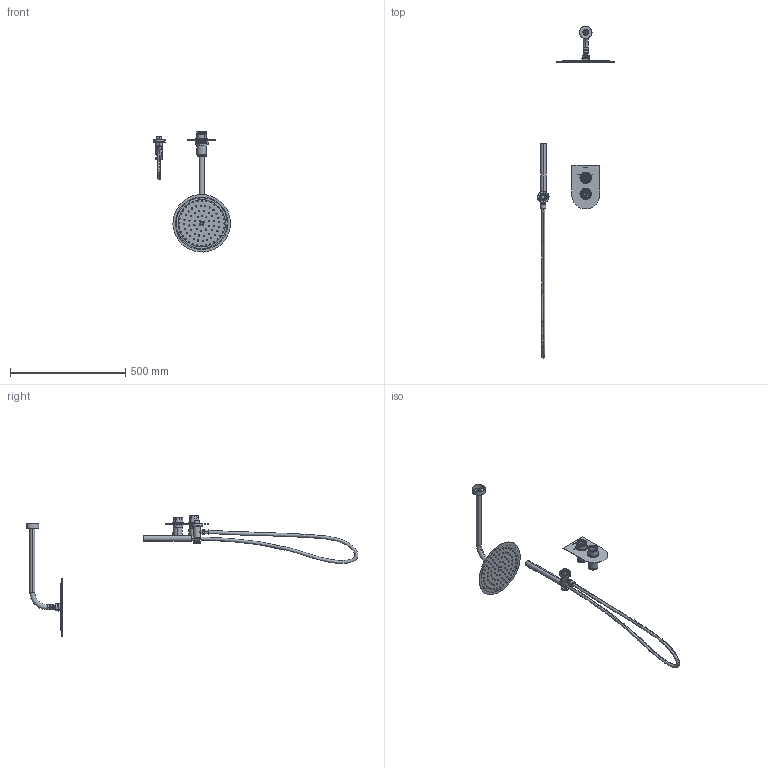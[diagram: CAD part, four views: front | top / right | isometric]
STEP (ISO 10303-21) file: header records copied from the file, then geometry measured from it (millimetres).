
FILE_DESCRIPTION (( 'STEP AP203' ), '1' );
FILE_NAME ('34D302896.STEP', '2023-01-05T08:34:05', ( '' ), ( '' ), 'SwSTEP 2.0', 'SolidWorks 2021', '' );
FILE_SCHEMA (( 'CONFIG_CONTROL_DESIGN' ));
Length unit declared in the file: millimetre
Products named in the file (1): 34D302896
Bounding box: 333.98 x 1440.53 x 520.81 mm (x, y, z)
Volume: 728232.6 mm3; surface area: 405402.8 mm2
Topology: 22 solids, 22 shells, 1621 faces, 3435 edges, 2166 vertices
Faces by surface type: cylinder 617, plane 455, cone 244, bspline 225, torus 64, sphere 16
Entity records: 74728 total; most frequent: CARTESIAN_POINT 41420, ORIENTED_EDGE 6836, DIRECTION 6689, EDGE_CURVE 3418, AXIS2_PLACEMENT_3D 2786, VERTEX_POINT 2163, EDGE_LOOP 1981, ADVANCED_FACE 1621
